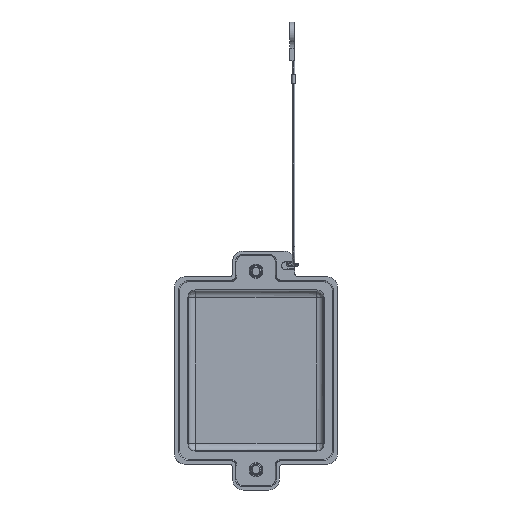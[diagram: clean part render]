
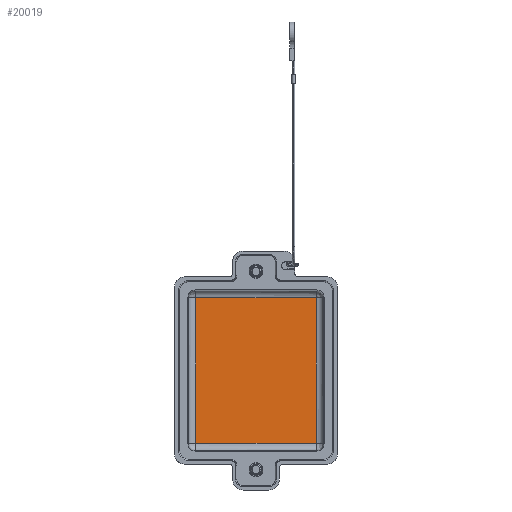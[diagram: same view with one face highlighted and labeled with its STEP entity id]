
A CAD part, front view. The second image highlights one B-rep face of the part: STEP entity #20019.
In plain terms, the highlighted planar face has unit normal (0, -1, 0).
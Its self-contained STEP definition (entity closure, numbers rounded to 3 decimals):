
#5045=DIRECTION('',(1.,0.,0.));
#5046=VECTOR('',#5045,65.439);
#5047=CARTESIAN_POINT('',(-32.72,54.7,
-39.52));
#5048=LINE('',#5047,#5046);
#5049=CARTESIAN_POINT('',(32.72,54.7,-39.52));
#5064=CARTESIAN_POINT('',(-32.72,54.7,
-39.52));
#5075=DIRECTION('',(0.,0.,-1.));
#5076=VECTOR('',#5075,79.039);
#5077=CARTESIAN_POINT('',(-32.72,54.7,39.52));
#5078=LINE('',#5077,#5076);
#5097=DIRECTION('',(-1.,0.,0.));
#5098=VECTOR('',#5097,65.439);
#5099=CARTESIAN_POINT('',(32.72,54.7,39.52));
#5100=LINE('',#5099,#5098);
#5131=DIRECTION('',(0.,0.,1.));
#5132=VECTOR('',#5131,79.039);
#5133=CARTESIAN_POINT('',(32.72,54.7,-39.52));
#5134=LINE('',#5133,#5132);
#10153=VERTEX_POINT('',#5049);
#10154=VERTEX_POINT('',#5064);
#10155=CARTESIAN_POINT('',(-32.72,54.7,
39.52));
#10156=VERTEX_POINT('',#10155);
#10157=CARTESIAN_POINT('',(32.72,54.7,39.52));
#10158=VERTEX_POINT('',#10157);
#20006=CARTESIAN_POINT('',(0.,54.7,0.));
#20007=DIRECTION('',(0.,1.,0.));
#20008=DIRECTION('',(1.,0.,0.));
#20009=AXIS2_PLACEMENT_3D('',#20006,#20007,#20008);
#20010=PLANE('',#20009);
#20012=ORIENTED_EDGE('',*,*,#20011,.F.);
#20014=ORIENTED_EDGE('',*,*,#20013,.F.);
#20015=ORIENTED_EDGE('',*,*,#19922,.F.);
#20016=ORIENTED_EDGE('',*,*,#19997,.F.);
#20017=EDGE_LOOP('',(#20012,#20014,#20015,#20016));
#20018=FACE_OUTER_BOUND('',#20017,.F.);
#20019=ADVANCED_FACE('',(#20018),#20010,.F.);
#19922=EDGE_CURVE('',#10154,#10153,#5048,.T.);
#19997=EDGE_CURVE('',#10156,#10154,#5078,.T.);
#20011=EDGE_CURVE('',#10158,#10156,#5100,.T.);
#20013=EDGE_CURVE('',#10153,#10158,#5134,.T.);
